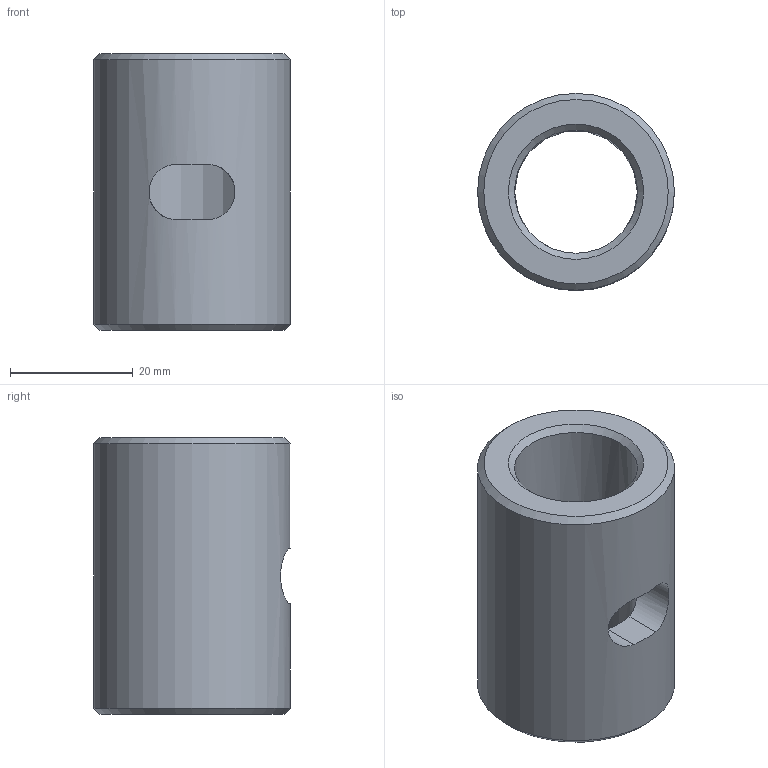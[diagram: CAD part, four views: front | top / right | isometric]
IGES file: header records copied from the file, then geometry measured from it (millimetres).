
Global section: file name: 850003.stp.ipt; native system: Autodesk Inventor 2014; preprocessor: unknown; author: zeman; date: 20151016.102135; units: millimetre
Bounding box: 32 x 32 x 45 mm (x, y, z)
Volume: 21208.1 mm3; surface area: 8161.4 mm2
Topology: 1 solids, 1 shells, 12 faces, 26 edges, 16 vertices
Faces by surface type: revolution 5, plane 4, cone 2, cylinder 1
Full cylindrical faces by diameter (mm): 32 x1
